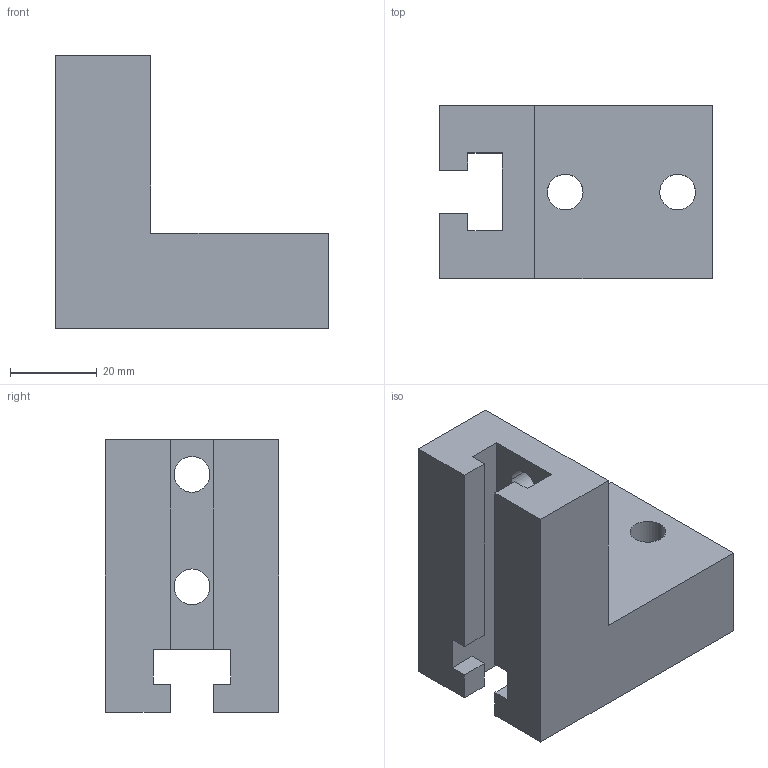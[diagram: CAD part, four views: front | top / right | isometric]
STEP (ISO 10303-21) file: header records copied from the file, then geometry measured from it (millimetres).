
FILE_DESCRIPTION(('STEP AP214'),'1');
FILE_NAME(' ',' ',('TraceParts'),('TraceParts S.A.'),'XStep 1.0',' ',' ');
FILE_SCHEMA(('automotive_design'));
Length unit declared in the file: millimetre
Products named in the file (1): 1
Bounding box: 63 x 40 x 63 mm (x, y, z)
Volume: 66196.8 mm3; surface area: 19163.4 mm2
Topology: 1 solids, 1 shells, 40 faces, 118 edges, 80 vertices
Faces by surface type: plane 32, cylinder 8
Entity records: 2684 total; most frequent: STYLED_ITEM 239, PRESENTATION_STYLE_ASSIGNMENT 239, CARTESIAN_POINT 239, COLOUR_RGB 239, ORIENTED_EDGE 236, DIRECTION 220, EDGE_CURVE 118, CURVE_STYLE 118
